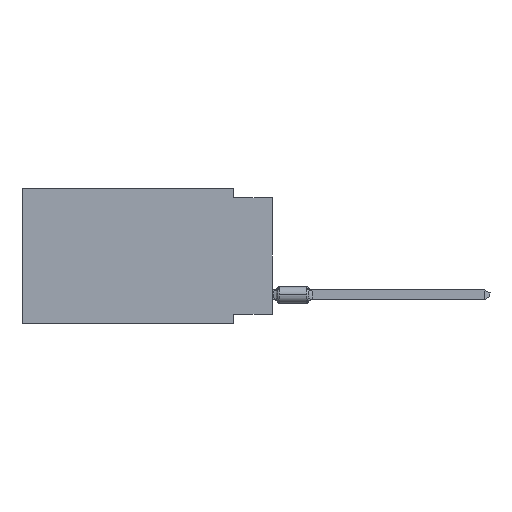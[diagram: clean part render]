
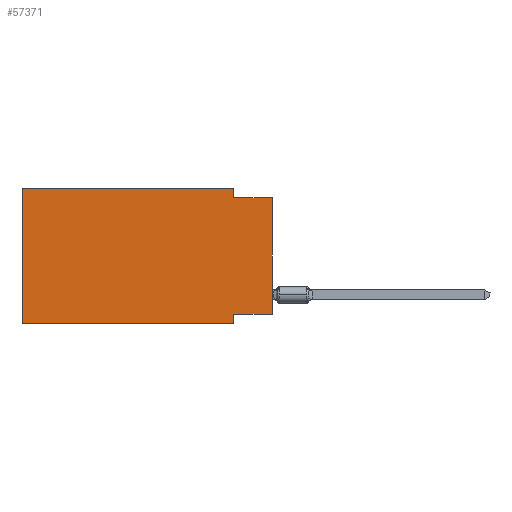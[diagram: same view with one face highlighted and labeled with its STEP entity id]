
A CAD part, left-side view. The second image highlights one B-rep face of the part: STEP entity #57371.
In plain terms, the highlighted planar face has unit normal (-1, 0, 0).
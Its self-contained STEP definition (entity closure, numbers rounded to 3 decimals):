
#1953 = ORIENTED_EDGE ( 'NONE', *, *, #13460, .F. ) ;
#2649 = VECTOR ( 'NONE', #57959, 1000. ) ;
#2864 = VERTEX_POINT ( 'NONE', #54092 ) ;
#3375 = VECTOR ( 'NONE', #59301, 1000. ) ;
#9601 = DIRECTION ( 'NONE',  ( 0., 1., 0. ) ) ;
#10038 = CARTESIAN_POINT ( 'NONE',  ( 0., 0., -8.255 ) ) ;
#10306 = CARTESIAN_POINT ( 'NONE',  ( 0., 16.383, 0. ) ) ;
#13460 = EDGE_CURVE ( 'NONE', #52359, #14906, #40948, .T. ) ;
#14308 = CARTESIAN_POINT ( 'NONE',  ( 0., 2.54, 0. ) ) ;
#14906 = VERTEX_POINT ( 'NONE', #32807 ) ;
#15225 = DIRECTION ( 'NONE',  ( 1., 0., 0. ) ) ;
#16122 = EDGE_LOOP ( 'NONE', ( #46803, #25239, #1953, #64510, #42527, #35997, #55183, #30821 ) ) ;
#16191 = CARTESIAN_POINT ( 'NONE',  ( 0., 16.383, 0. ) ) ;
#16501 = CARTESIAN_POINT ( 'NONE',  ( 0., 16.383, -8.89 ) ) ;
#16616 = VECTOR ( 'NONE', #34576, 1000. ) ;
#16726 = EDGE_CURVE ( 'NONE', #17734, #2864, #30575, .T. ) ;
#16889 = VERTEX_POINT ( 'NONE', #55711 ) ;
#17734 = VERTEX_POINT ( 'NONE', #30893 ) ;
#18186 = DIRECTION ( 'NONE',  ( 0., 0., 1. ) ) ;
#18848 = CARTESIAN_POINT ( 'NONE',  ( 0., 2.54, 0. ) ) ;
#20472 = PLANE ( 'NONE',  #48108 ) ;
#20551 = LINE ( 'NONE', #69323, #43644 ) ;
#21397 = VECTOR ( 'NONE', #24096, 1000. ) ;
#23846 = EDGE_CURVE ( 'NONE', #17734, #28060, #43508, .T. ) ;
#24037 = LINE ( 'NONE', #40529, #16616 ) ;
#24096 = DIRECTION ( 'NONE',  ( 0., 0., -1. ) ) ;
#25239 = ORIENTED_EDGE ( 'NONE', *, *, #43192, .F. ) ;
#26838 = CARTESIAN_POINT ( 'NONE',  ( 0., 2.54, -8.89 ) ) ;
#28060 = VERTEX_POINT ( 'NONE', #26838 ) ;
#30507 = EDGE_CURVE ( 'NONE', #56884, #16889, #33625, .T. ) ;
#30575 = LINE ( 'NONE', #16191, #2649 ) ;
#30821 = ORIENTED_EDGE ( 'NONE', *, *, #33917, .F. ) ;
#30893 = CARTESIAN_POINT ( 'NONE',  ( 0., 16.383, -8.89 ) ) ;
#32807 = CARTESIAN_POINT ( 'NONE',  ( 0., 2.54, -0.635 ) ) ;
#33625 = LINE ( 'NONE', #55045, #57664 ) ;
#33917 = EDGE_CURVE ( 'NONE', #56884, #64063, #53446, .T. ) ;
#34576 = DIRECTION ( 'NONE',  ( 0., -1., 0. ) ) ;
#35997 = ORIENTED_EDGE ( 'NONE', *, *, #23846, .T. ) ;
#36619 = DIRECTION ( 'NONE',  ( 0., 0., -1. ) ) ;
#36698 = DIRECTION ( 'NONE',  ( 0., 0., -1. ) ) ;
#40529 = CARTESIAN_POINT ( 'NONE',  ( 0., 0., -0.635 ) ) ;
#40948 = LINE ( 'NONE', #18848, #21397 ) ;
#42527 = ORIENTED_EDGE ( 'NONE', *, *, #16726, .F. ) ;
#43192 = EDGE_CURVE ( 'NONE', #14906, #16889, #24037, .T. ) ;
#43508 = LINE ( 'NONE', #16501, #3375 ) ;
#43644 = VECTOR ( 'NONE', #36698, 1000. ) ;
#46803 = ORIENTED_EDGE ( 'NONE', *, *, #30507, .T. ) ;
#48108 = AXIS2_PLACEMENT_3D ( 'NONE', #10306, #15225, #36619 ) ;
#52359 = VERTEX_POINT ( 'NONE', #14308 ) ;
#52994 = CARTESIAN_POINT ( 'NONE',  ( 0., 2.54, -8.255 ) ) ;
#53446 = LINE ( 'NONE', #62910, #54919 ) ;
#54092 = CARTESIAN_POINT ( 'NONE',  ( 0., 16.383, 0. ) ) ;
#54919 = VECTOR ( 'NONE', #9601, 1000. ) ;
#55045 = CARTESIAN_POINT ( 'NONE',  ( 0., 0., 0. ) ) ;
#55183 = ORIENTED_EDGE ( 'NONE', *, *, #56945, .F. ) ;
#55711 = CARTESIAN_POINT ( 'NONE',  ( 0., 0., -0.635 ) ) ;
#56884 = VERTEX_POINT ( 'NONE', #10038 ) ;
#56945 = EDGE_CURVE ( 'NONE', #64063, #28060, #20551, .T. ) ;
#57113 = VECTOR ( 'NONE', #57594, 1000. ) ;
#57371 = ADVANCED_FACE ( 'NONE', ( #68543 ), #20472, .F. ) ;
#57594 = DIRECTION ( 'NONE',  ( 0., -1., 0. ) ) ;
#57656 = EDGE_CURVE ( 'NONE', #2864, #52359, #62845, .T. ) ;
#57664 = VECTOR ( 'NONE', #18186, 1000. ) ;
#57959 = DIRECTION ( 'NONE',  ( 0., 0., 1. ) ) ;
#59301 = DIRECTION ( 'NONE',  ( 0., -1., 0. ) ) ;
#62488 = CARTESIAN_POINT ( 'NONE',  ( 0., 16.383, 0. ) ) ;
#62845 = LINE ( 'NONE', #62488, #57113 ) ;
#62910 = CARTESIAN_POINT ( 'NONE',  ( 0., 0., -8.255 ) ) ;
#64063 = VERTEX_POINT ( 'NONE', #52994 ) ;
#64510 = ORIENTED_EDGE ( 'NONE', *, *, #57656, .F. ) ;
#68543 = FACE_OUTER_BOUND ( 'NONE', #16122, .T. ) ;
#69323 = CARTESIAN_POINT ( 'NONE',  ( 0., 2.54, -8.89 ) ) ;
